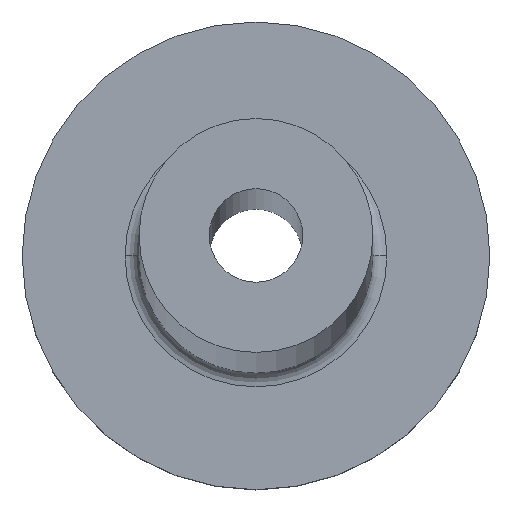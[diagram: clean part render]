
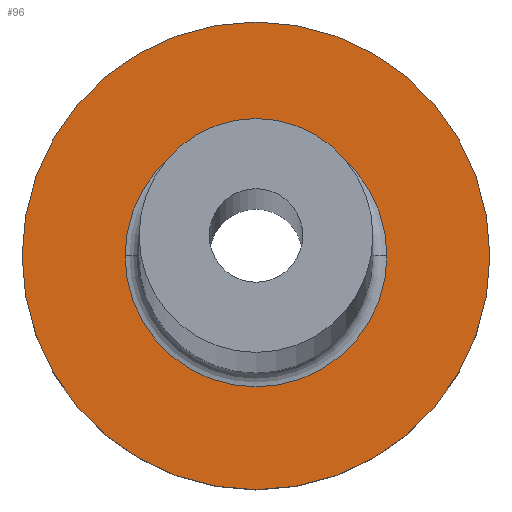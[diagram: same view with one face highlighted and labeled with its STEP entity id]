
A CAD part, top view. The second image highlights one B-rep face of the part: STEP entity #96.
In plain terms, the highlighted planar face has unit normal (0, 0, 1).
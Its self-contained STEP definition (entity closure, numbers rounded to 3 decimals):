
#4 = CARTESIAN_POINT ( 'NONE',  ( 2.8, 0., 3. ) ) ;
#5 = AXIS2_PLACEMENT_3D ( 'NONE', #102, #314, #212 ) ;
#7 = CARTESIAN_POINT ( 'NONE',  ( 0., 0., 3. ) ) ;
#8 = DIRECTION ( 'NONE',  ( 0., 0., -1. ) ) ;
#12 = PLANE ( 'NONE',  #90 ) ;
#15 = DIRECTION ( 'NONE',  ( 0., 0., 1. ) ) ;
#37 = CIRCLE ( 'NONE', #312, 2.8 ) ;
#39 = EDGE_CURVE ( 'NONE', #106, #143, #210, .T. ) ;
#51 = ORIENTED_EDGE ( 'NONE', *, *, #110, .T. ) ;
#75 = AXIS2_PLACEMENT_3D ( 'NONE', #107, #15, #372 ) ;
#82 = DIRECTION ( 'NONE',  ( 0., 0., 1. ) ) ;
#90 = AXIS2_PLACEMENT_3D ( 'NONE', #136, #200, #144 ) ;
#96 = ADVANCED_FACE ( 'NONE', ( #289, #352 ), #12, .T. ) ;
#97 = CIRCLE ( 'NONE', #5, 2.8 ) ;
#102 = CARTESIAN_POINT ( 'NONE',  ( 0., 0., 3. ) ) ;
#106 = VERTEX_POINT ( 'NONE', #258 ) ;
#107 = CARTESIAN_POINT ( 'NONE',  ( 0., 0., 3. ) ) ;
#109 = DIRECTION ( 'NONE',  ( 1., 0., 0. ) ) ;
#110 = EDGE_CURVE ( 'NONE', #143, #106, #287, .T. ) ;
#134 = ORIENTED_EDGE ( 'NONE', *, *, #250, .T. ) ;
#136 = CARTESIAN_POINT ( 'NONE',  ( 0., 0., 3. ) ) ;
#140 = ORIENTED_EDGE ( 'NONE', *, *, #181, .T. ) ;
#143 = VERTEX_POINT ( 'NONE', #350 ) ;
#144 = DIRECTION ( 'NONE',  ( 1., 0., 0. ) ) ;
#148 = AXIS2_PLACEMENT_3D ( 'NONE', #375, #82, #109 ) ;
#150 = VERTEX_POINT ( 'NONE', #4 ) ;
#181 = EDGE_CURVE ( 'NONE', #150, #197, #37, .T. ) ;
#183 = DIRECTION ( 'NONE',  ( 1., 0., 0. ) ) ;
#197 = VERTEX_POINT ( 'NONE', #254 ) ;
#200 = DIRECTION ( 'NONE',  ( 0., 0., 1. ) ) ;
#210 = CIRCLE ( 'NONE', #148, 5. ) ;
#212 = DIRECTION ( 'NONE',  ( 1., 0., 0. ) ) ;
#239 = EDGE_LOOP ( 'NONE', ( #140, #134 ) ) ;
#250 = EDGE_CURVE ( 'NONE', #197, #150, #97, .T. ) ;
#254 = CARTESIAN_POINT ( 'NONE',  ( -2.8, 0., 3. ) ) ;
#258 = CARTESIAN_POINT ( 'NONE',  ( 5., 0., 3. ) ) ;
#287 = CIRCLE ( 'NONE', #75, 5. ) ;
#289 = FACE_BOUND ( 'NONE', #239, .T. ) ;
#300 = ORIENTED_EDGE ( 'NONE', *, *, #39, .T. ) ;
#312 = AXIS2_PLACEMENT_3D ( 'NONE', #7, #8, #183 ) ;
#314 = DIRECTION ( 'NONE',  ( 0., 0., -1. ) ) ;
#350 = CARTESIAN_POINT ( 'NONE',  ( -5., 0., 3. ) ) ;
#352 = FACE_OUTER_BOUND ( 'NONE', #367, .T. ) ;
#367 = EDGE_LOOP ( 'NONE', ( #51, #300 ) ) ;
#372 = DIRECTION ( 'NONE',  ( 1., 0., 0. ) ) ;
#375 = CARTESIAN_POINT ( 'NONE',  ( 0., 0., 3. ) ) ;
